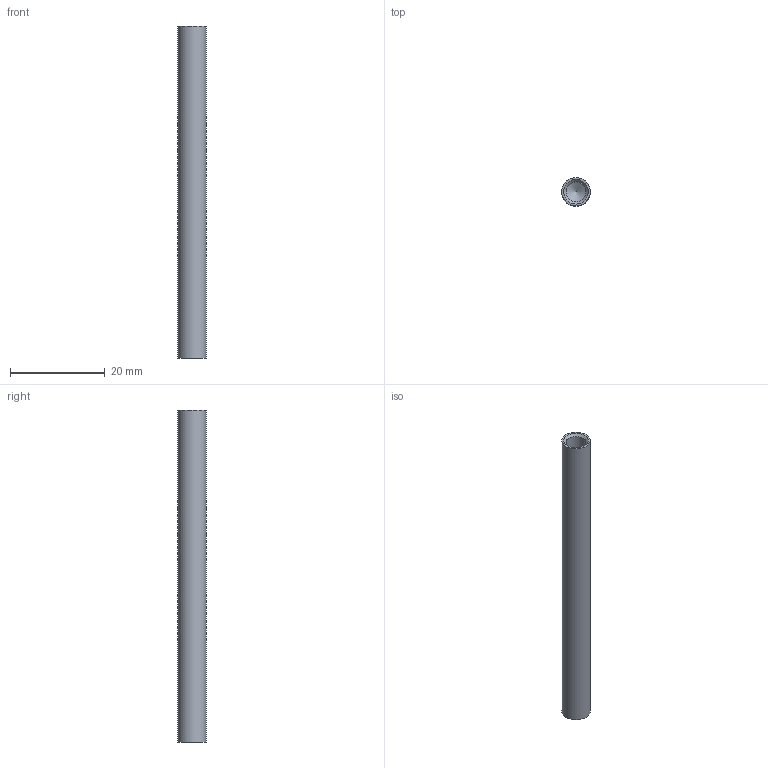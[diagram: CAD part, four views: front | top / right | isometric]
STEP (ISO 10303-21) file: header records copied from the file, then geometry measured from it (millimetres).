
FILE_DESCRIPTION (( 'STEP AP203' ), '1' );
FILE_NAME ('101000303-GL-IN.step', '2021-12-01T10:39:30', ( '' ), ( '' ), 'SwSTEP 2.0', 'SolidWorks 2018', '' );
FILE_SCHEMA (( 'CONFIG_CONTROL_DESIGN' ));
Length unit declared in the file: millimetre
Products named in the file (2): 101000303-GL-IN
Bounding box: 6 x 6 x 70 mm (x, y, z)
Volume: 1350.4 mm3; surface area: 2032.6 mm2
Topology: 1 solids, 1 shells, 274 faces, 721 edges, 480 vertices
Faces by surface type: bspline 130, plane 106, cylinder 34, cone 4
Full cylindrical faces by diameter (mm): 3.3 x1, 4.2 x1, 6 x1
Entity records: 14124 total; most frequent: CARTESIAN_POINT 8071, ORIENTED_EDGE 1420, DIRECTION 838, EDGE_CURVE 710, VERTEX_POINT 476, VECTOR 330, LINE 330, EDGE_LOOP 312
